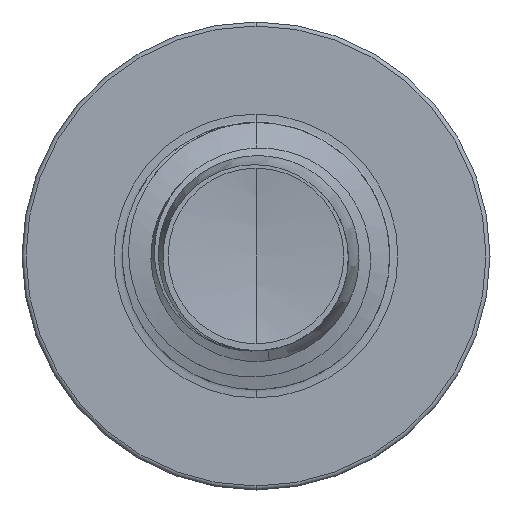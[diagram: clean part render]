
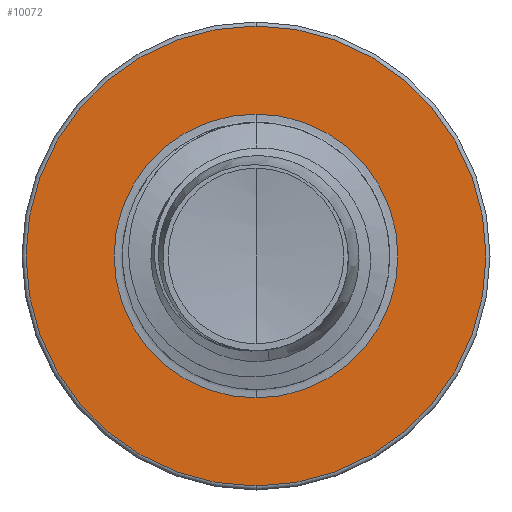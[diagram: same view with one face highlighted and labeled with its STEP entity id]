
A CAD part, front view. The second image highlights one B-rep face of the part: STEP entity #10072.
In plain terms, the highlighted planar face has unit normal (0, -1, 0).
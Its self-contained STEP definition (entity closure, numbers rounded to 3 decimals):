
#199 = FACE_OUTER_BOUND ( 'NONE', #1118, .T. ) ;
#556 = CARTESIAN_POINT ( 'NONE',  ( 0., 5., -5.16 ) ) ;
#650 = VERTEX_POINT ( 'NONE', #8346 ) ;
#878 = AXIS2_PLACEMENT_3D ( 'NONE', #2073, #2070, #2051 ) ;
#1118 = EDGE_LOOP ( 'NONE', ( #10490, #3137 ) ) ;
#1680 = EDGE_LOOP ( 'NONE', ( #6807, #8710 ) ) ;
#1942 = EDGE_CURVE ( 'NONE', #10169, #650, #11685, .T. ) ;
#2051 = DIRECTION ( 'NONE',  ( 0., 0., 1. ) ) ;
#2070 = DIRECTION ( 'NONE',  ( 0., 1., 0. ) ) ;
#2073 = CARTESIAN_POINT ( 'NONE',  ( 0., 5., 0. ) ) ;
#3137 = ORIENTED_EDGE ( 'NONE', *, *, #12491, .F. ) ;
#3632 = VERTEX_POINT ( 'NONE', #556 ) ;
#4177 = CIRCLE ( 'NONE', #878, 5.16 ) ;
#4609 = DIRECTION ( 'NONE',  ( 0., 0., 1. ) ) ;
#4621 = DIRECTION ( 'NONE',  ( 0., 1., 0. ) ) ;
#4625 = CARTESIAN_POINT ( 'NONE',  ( 0., 5., 0. ) ) ;
#5068 = EDGE_CURVE ( 'NONE', #11214, #3632, #4177, .T. ) ;
#5166 = DIRECTION ( 'NONE',  ( 0., 1., 0. ) ) ;
#5807 = DIRECTION ( 'NONE',  ( 0., 1., 0. ) ) ;
#5968 = DIRECTION ( 'NONE',  ( 0., 0., 1. ) ) ;
#5983 = DIRECTION ( 'NONE',  ( 0., 1., 0. ) ) ;
#5986 = CARTESIAN_POINT ( 'NONE',  ( 0., 5., 0. ) ) ;
#6339 = DIRECTION ( 'NONE',  ( 0., 0., 1. ) ) ;
#6477 = CIRCLE ( 'NONE', #12169, 5.16 ) ;
#6807 = ORIENTED_EDGE ( 'NONE', *, *, #1942, .T. ) ;
#8346 = CARTESIAN_POINT ( 'NONE',  ( 0., 5., -3.186 ) ) ;
#8635 = EDGE_CURVE ( 'NONE', #650, #10169, #9302, .T. ) ;
#8710 = ORIENTED_EDGE ( 'NONE', *, *, #8635, .T. ) ;
#9005 = CARTESIAN_POINT ( 'NONE',  ( 0., 5., -3.186 ) ) ;
#9107 = FACE_BOUND ( 'NONE', #1680, .T. ) ;
#9302 = CIRCLE ( 'NONE', #11598, 3.186 ) ;
#10061 = CARTESIAN_POINT ( 'NONE',  ( 0., 5., 3.186 ) ) ;
#10072 = ADVANCED_FACE ( 'NONE', ( #199, #9107 ), #10541, .F. ) ;
#10169 = VERTEX_POINT ( 'NONE', #10061 ) ;
#10198 = CARTESIAN_POINT ( 'NONE',  ( 0., 5., 0. ) ) ;
#10273 = CARTESIAN_POINT ( 'NONE',  ( 0., 5., 5.16 ) ) ;
#10490 = ORIENTED_EDGE ( 'NONE', *, *, #5068, .F. ) ;
#10541 = PLANE ( 'NONE',  #12254 ) ;
#10547 = AXIS2_PLACEMENT_3D ( 'NONE', #5986, #5983, #5968 ) ;
#10821 = DIRECTION ( 'NONE',  ( 0., 0., 1. ) ) ;
#11214 = VERTEX_POINT ( 'NONE', #10273 ) ;
#11598 = AXIS2_PLACEMENT_3D ( 'NONE', #4625, #4621, #4609 ) ;
#11685 = CIRCLE ( 'NONE', #10547, 3.186 ) ;
#12169 = AXIS2_PLACEMENT_3D ( 'NONE', #10198, #5807, #10821 ) ;
#12254 = AXIS2_PLACEMENT_3D ( 'NONE', #9005, #5166, #6339 ) ;
#12491 = EDGE_CURVE ( 'NONE', #3632, #11214, #6477, .T. ) ;
